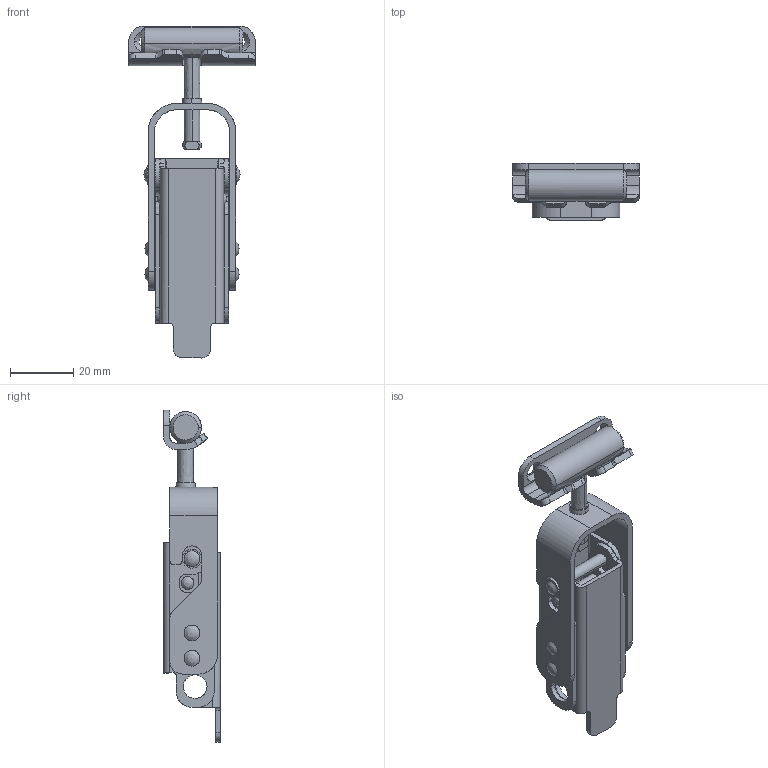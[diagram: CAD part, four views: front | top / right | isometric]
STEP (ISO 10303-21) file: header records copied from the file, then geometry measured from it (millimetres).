
FILE_DESCRIPTION((''),'2;1');
FILE_NAME('','2013-02-25T12:07:01',(''),(''),'','CADfix','');
FILE_SCHEMA(('AUTOMOTIVE_DESIGN { 1 0 10303 214 1 1 1 1 }'));
Length unit declared in the file: millimetre
Bounding box: 40 x 18 x 105 mm (x, y, z)
Volume: 15852.7 mm3; surface area: 18929 mm2
Topology: 4 solids, 4 shells, 309 faces, 972 edges, 680 vertices
Faces by surface type: bspline 309
Entity records: 11691 total; most frequent: CARTESIAN_POINT 6299, ORIENTED_EDGE 1944, EDGE_CURVE 972, VERTEX_POINT 680, QUASI_UNIFORM_CURVE 503, EDGE_LOOP 360, FACE_OUTER_BOUND 309, ADVANCED_FACE 309
